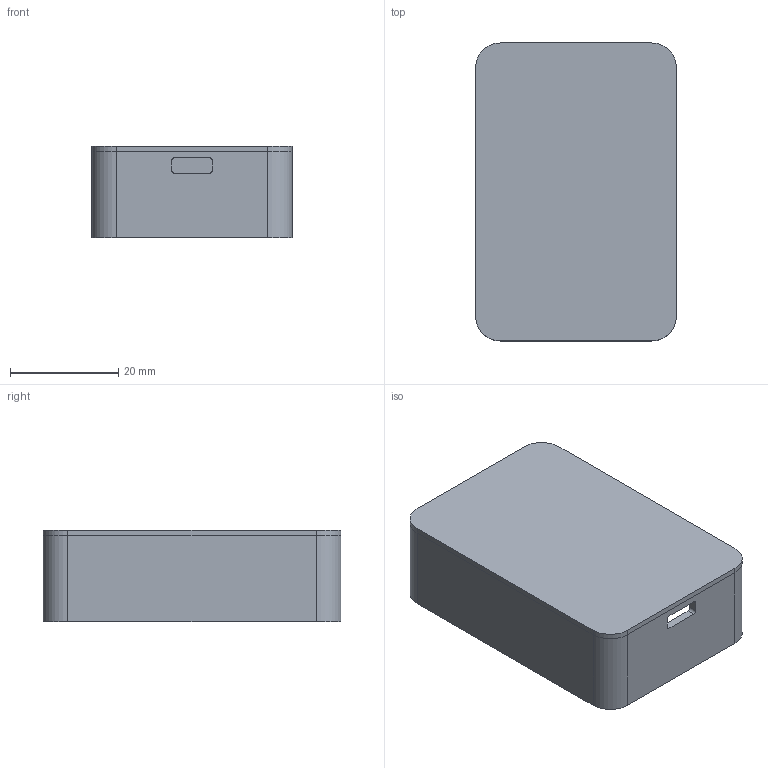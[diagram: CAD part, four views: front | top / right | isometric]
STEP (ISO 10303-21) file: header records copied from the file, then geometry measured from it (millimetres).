
FILE_DESCRIPTION(('FreeCAD Model'),'2;1');
FILE_NAME('Open CASCADE Shape Model','2025-09-24T18:02:11',(''),(''), 'Open CASCADE STEP processor 7.8','FreeCAD','Unknown');
FILE_SCHEMA(('AUTOMOTIVE_DESIGN { 1 0 10303 214 1 1 1 1 }'));
Length unit declared in the file: millimetre
Products named in the file (1): Cover
Bounding box: 37.1 x 55.1 x 17 mm (x, y, z)
Volume: 6264.4 mm3; surface area: 9908.7 mm2
Topology: 1 solids, 1 shells, 51 faces, 122 edges, 76 vertices
Faces by surface type: plane 23, cylinder 20, bspline 4, torus 4
Full cylindrical faces by diameter (mm): 2.8 x2, 5.5 x2
Entity records: 1686 total; most frequent: CARTESIAN_POINT 486, DIRECTION 252, ORIENTED_EDGE 244, EDGE_CURVE 122, AXIS2_PLACEMENT_3D 94, VERTEX_POINT 76, LINE 64, VECTOR 64
